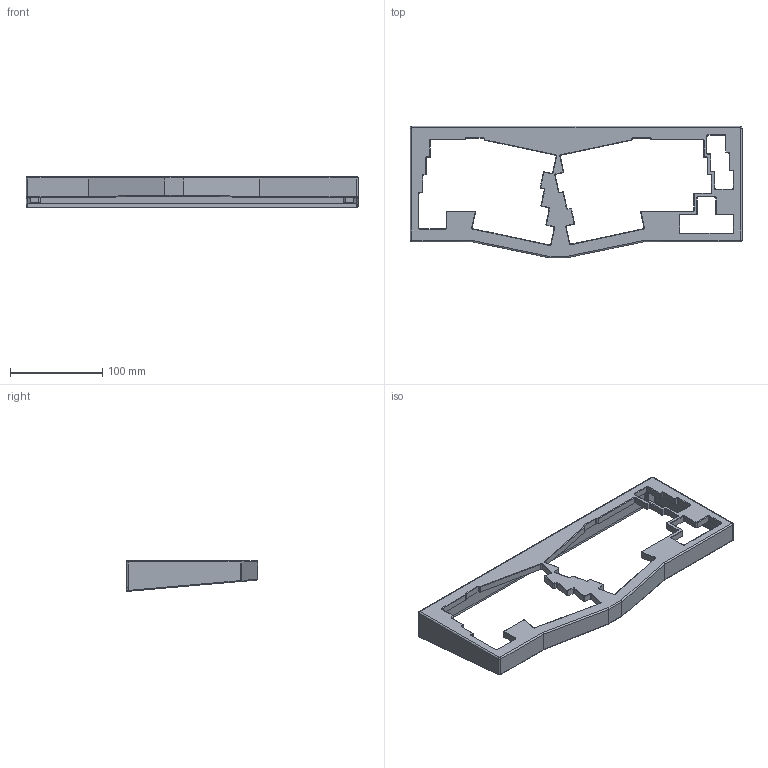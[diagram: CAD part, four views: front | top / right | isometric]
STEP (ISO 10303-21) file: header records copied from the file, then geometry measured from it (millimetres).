
FILE_DESCRIPTION(/* description */ (''),/* implementation_level */ '2;1');
FILE_NAME(/* name */ 'case v30.step',/* time_stamp */ '2020-09-23T16:46:03-04:00',/* author */ (''),/* organization */ (''),/* preprocessor_version */ 'ST-DEVELOPER v18.1',/* originating_system */ 'Autodesk Translation Framework v9.3.0.1241',/* authorisation */ '');
FILE_SCHEMA (('AUTOMOTIVE_DESIGN { 1 0 10303 214 3 1 1 }'));
Length unit declared in the file: millimetre
Products named in the file (1): case
Bounding box: 358.96 x 142 x 33.33 mm (x, y, z)
Volume: 198240.2 mm3; surface area: 91862.3 mm2
Topology: 1 solids, 1 shells, 402 faces, 986 edges, 602 vertices
Faces by surface type: cylinder 188, plane 126, torus 43, bspline 41, cone 4
Full cylindrical faces by diameter (mm): 2 x2, 2.075 x12
Entity records: 12114 total; most frequent: CARTESIAN_POINT 2383, DIRECTION 2174, ORIENTED_EDGE 1972, EDGE_CURVE 986, AXIS2_PLACEMENT_3D 826, VERTEX_POINT 602, LINE 522, VECTOR 522
